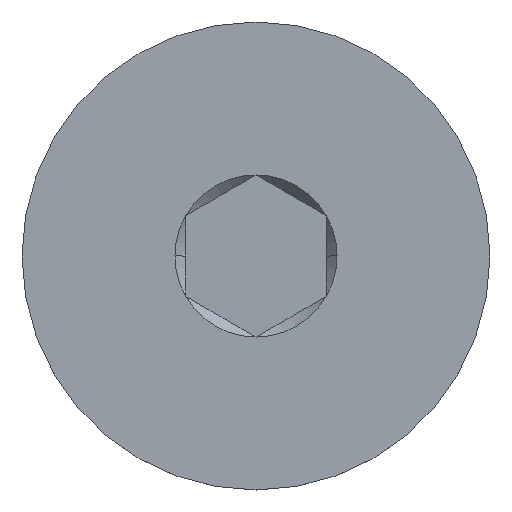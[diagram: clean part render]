
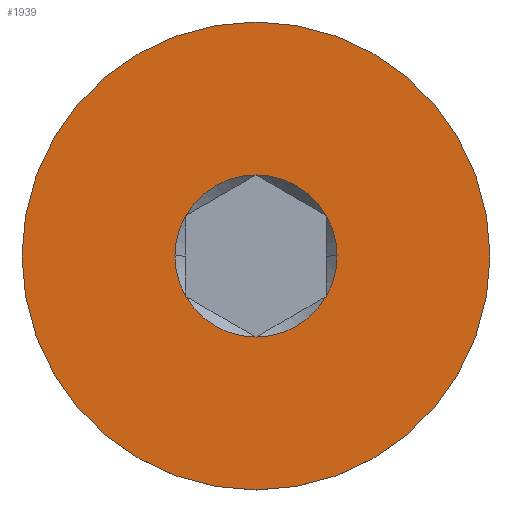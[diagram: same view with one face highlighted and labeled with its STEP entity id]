
A CAD part, top view. The second image highlights one B-rep face of the part: STEP entity #1939.
In plain terms, the highlighted planar face has unit normal (0, 0, 1).
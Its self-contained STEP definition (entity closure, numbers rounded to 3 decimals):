
#4 = CARTESIAN_POINT ( 'NONE',  ( 0., -5., 0. ) ) ;
#14 = EDGE_LOOP ( 'NONE', ( #3367, #2238, #3102, #4135, #2299, #1251, #104, #1844 ) ) ;
#104 = ORIENTED_EDGE ( 'NONE', *, *, #3744, .F. ) ;
#179 = AXIS2_PLACEMENT_3D ( 'NONE', #739, #2847, #3278 ) ;
#391 = AXIS2_PLACEMENT_3D ( 'NONE', #3549, #2514, #3271 ) ;
#484 = CARTESIAN_POINT ( 'NONE',  ( 0., 0., 0. ) ) ;
#523 = CARTESIAN_POINT ( 'NONE',  ( 0., 0., 0. ) ) ;
#528 = CARTESIAN_POINT ( 'NONE',  ( 0., 0., 0. ) ) ;
#564 = DIRECTION ( 'NONE',  ( 0., 0., 1. ) ) ;
#565 = VERTEX_POINT ( 'NONE', #868 ) ;
#575 = CARTESIAN_POINT ( 'NONE',  ( 0., -2.5, 0. ) ) ;
#619 = DIRECTION ( 'NONE',  ( 0., 0., 1. ) ) ;
#626 = DIRECTION ( 'NONE',  ( 1., 0., 0. ) ) ;
#677 = CIRCLE ( 'NONE', #1270, 1.732 ) ;
#714 = EDGE_CURVE ( 'NONE', #780, #3424, #1929, .T. ) ;
#727 = CARTESIAN_POINT ( 'NONE',  ( 1.5, 0.866, 0. ) ) ;
#739 = CARTESIAN_POINT ( 'NONE',  ( 0., 0., 0. ) ) ;
#755 = AXIS2_PLACEMENT_3D ( 'NONE', #3657, #564, #1925 ) ;
#780 = VERTEX_POINT ( 'NONE', #1227 ) ;
#827 = EDGE_CURVE ( 'NONE', #2161, #565, #4278, .T. ) ;
#868 = CARTESIAN_POINT ( 'NONE',  ( 0., 1.732, 0. ) ) ;
#906 = ORIENTED_EDGE ( 'NONE', *, *, #2624, .T. ) ;
#974 = CIRCLE ( 'NONE', #4143, 1.732 ) ;
#988 = DIRECTION ( 'NONE',  ( 0., -1., 0. ) ) ;
#1009 = DIRECTION ( 'NONE',  ( 1., 0., 0. ) ) ;
#1073 = CARTESIAN_POINT ( 'NONE',  ( 0., 0., 0. ) ) ;
#1090 = VERTEX_POINT ( 'NONE', #4007 ) ;
#1121 = AXIS2_PLACEMENT_3D ( 'NONE', #484, #2312, #2287 ) ;
#1201 = VERTEX_POINT ( 'NONE', #1264 ) ;
#1227 = CARTESIAN_POINT ( 'NONE',  ( -1.5, 0.866, 0. ) ) ;
#1248 = VERTEX_POINT ( 'NONE', #4434 ) ;
#1251 = ORIENTED_EDGE ( 'NONE', *, *, #827, .F. ) ;
#1264 = CARTESIAN_POINT ( 'NONE',  ( -1.5, -0.866, 0. ) ) ;
#1270 = AXIS2_PLACEMENT_3D ( 'NONE', #3761, #2744, #1009 ) ;
#1634 = CARTESIAN_POINT ( 'NONE',  ( 0., 5., 0. ) ) ;
#1647 = CIRCLE ( 'NONE', #755, 1.732 ) ;
#1803 = DIRECTION ( 'NONE',  ( 0., 0., 1. ) ) ;
#1844 = ORIENTED_EDGE ( 'NONE', *, *, #4235, .F. ) ;
#1872 = EDGE_CURVE ( 'NONE', #1201, #4149, #677, .T. ) ;
#1925 = DIRECTION ( 'NONE',  ( 1., 0., 0. ) ) ;
#1929 = CIRCLE ( 'NONE', #1121, 1.732 ) ;
#1930 = DIRECTION ( 'NONE',  ( 0., 0., 1. ) ) ;
#1938 = DIRECTION ( 'NONE',  ( 0., 0., 1. ) ) ;
#1939 = ADVANCED_FACE ( 'NONE', ( #2380, #3784 ), #3739, .T. ) ;
#1940 = AXIS2_PLACEMENT_3D ( 'NONE', #523, #1930, #3014 ) ;
#1963 = VERTEX_POINT ( 'NONE', #4 ) ;
#1996 = ORIENTED_EDGE ( 'NONE', *, *, #3170, .T. ) ;
#2161 = VERTEX_POINT ( 'NONE', #727 ) ;
#2172 = DIRECTION ( 'NONE',  ( 1., 0., 0. ) ) ;
#2238 = ORIENTED_EDGE ( 'NONE', *, *, #1872, .F. ) ;
#2275 = EDGE_CURVE ( 'NONE', #4149, #1090, #2382, .T. ) ;
#2287 = DIRECTION ( 'NONE',  ( 1., 0., 0. ) ) ;
#2299 = ORIENTED_EDGE ( 'NONE', *, *, #2447, .F. ) ;
#2312 = DIRECTION ( 'NONE',  ( 0., 0., 1. ) ) ;
#2364 = EDGE_CURVE ( 'NONE', #3424, #1201, #3181, .T. ) ;
#2380 = FACE_BOUND ( 'NONE', #14, .T. ) ;
#2382 = CIRCLE ( 'NONE', #2675, 1.732 ) ;
#2425 = DIRECTION ( 'NONE',  ( 1., 0., 0. ) ) ;
#2447 = EDGE_CURVE ( 'NONE', #565, #780, #974, .T. ) ;
#2514 = DIRECTION ( 'NONE',  ( 0., 0., 1. ) ) ;
#2527 = AXIS2_PLACEMENT_3D ( 'NONE', #2755, #3881, #626 ) ;
#2530 = DIRECTION ( 'NONE',  ( 1., 0., 0. ) ) ;
#2624 = EDGE_CURVE ( 'NONE', #1963, #4183, #3998, .T. ) ;
#2675 = AXIS2_PLACEMENT_3D ( 'NONE', #1073, #3522, #2530 ) ;
#2744 = DIRECTION ( 'NONE',  ( 0., 0., 1. ) ) ;
#2746 = CIRCLE ( 'NONE', #179, 5. ) ;
#2748 = CARTESIAN_POINT ( 'NONE',  ( -1.732, 0., 0. ) ) ;
#2755 = CARTESIAN_POINT ( 'NONE',  ( 0., 0., 0. ) ) ;
#2847 = DIRECTION ( 'NONE',  ( 0., 0., 1. ) ) ;
#3014 = DIRECTION ( 'NONE',  ( 1., 0., 0. ) ) ;
#3038 = CARTESIAN_POINT ( 'NONE',  ( 0., -1.732, 0. ) ) ;
#3102 = ORIENTED_EDGE ( 'NONE', *, *, #2364, .F. ) ;
#3170 = EDGE_CURVE ( 'NONE', #4183, #1963, #2746, .T. ) ;
#3181 = CIRCLE ( 'NONE', #2527, 1.732 ) ;
#3186 = CIRCLE ( 'NONE', #1940, 1.732 ) ;
#3271 = DIRECTION ( 'NONE',  ( 0., -1., 0. ) ) ;
#3278 = DIRECTION ( 'NONE',  ( 0., -1., 0. ) ) ;
#3367 = ORIENTED_EDGE ( 'NONE', *, *, #2275, .F. ) ;
#3424 = VERTEX_POINT ( 'NONE', #2748 ) ;
#3522 = DIRECTION ( 'NONE',  ( 0., 0., 1. ) ) ;
#3549 = CARTESIAN_POINT ( 'NONE',  ( 0., 0., 0. ) ) ;
#3550 = AXIS2_PLACEMENT_3D ( 'NONE', #528, #1938, #2425 ) ;
#3618 = AXIS2_PLACEMENT_3D ( 'NONE', #575, #619, #988 ) ;
#3657 = CARTESIAN_POINT ( 'NONE',  ( 0., 0., 0. ) ) ;
#3739 = PLANE ( 'NONE',  #3618 ) ;
#3744 = EDGE_CURVE ( 'NONE', #1248, #2161, #1647, .T. ) ;
#3761 = CARTESIAN_POINT ( 'NONE',  ( 0., 0., 0. ) ) ;
#3784 = FACE_OUTER_BOUND ( 'NONE', #4431, .T. ) ;
#3881 = DIRECTION ( 'NONE',  ( 0., 0., 1. ) ) ;
#3969 = CARTESIAN_POINT ( 'NONE',  ( 0., 0., 0. ) ) ;
#3998 = CIRCLE ( 'NONE', #391, 5. ) ;
#4007 = CARTESIAN_POINT ( 'NONE',  ( 1.5, -0.866, 0. ) ) ;
#4135 = ORIENTED_EDGE ( 'NONE', *, *, #714, .F. ) ;
#4143 = AXIS2_PLACEMENT_3D ( 'NONE', #3969, #1803, #2172 ) ;
#4149 = VERTEX_POINT ( 'NONE', #3038 ) ;
#4183 = VERTEX_POINT ( 'NONE', #1634 ) ;
#4235 = EDGE_CURVE ( 'NONE', #1090, #1248, #3186, .T. ) ;
#4278 = CIRCLE ( 'NONE', #3550, 1.732 ) ;
#4431 = EDGE_LOOP ( 'NONE', ( #906, #1996 ) ) ;
#4434 = CARTESIAN_POINT ( 'NONE',  ( 1.732, 0., 0. ) ) ;
